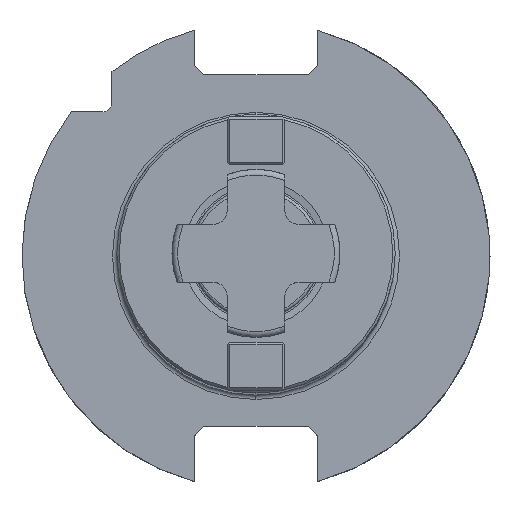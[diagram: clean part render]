
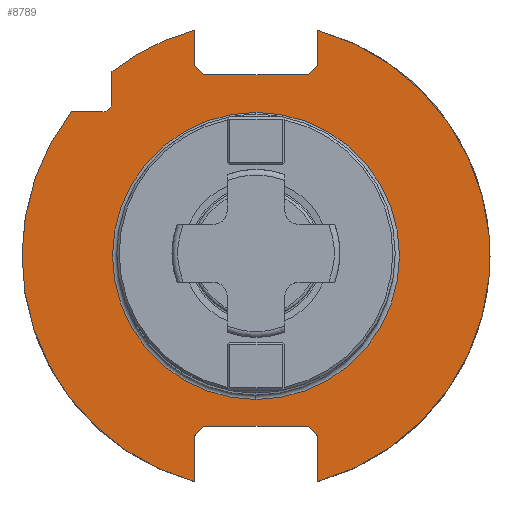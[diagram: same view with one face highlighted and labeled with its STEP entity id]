
A CAD part, top view. The second image highlights one B-rep face of the part: STEP entity #8789.
In plain terms, the highlighted planar face has unit normal (0, 0, 1).
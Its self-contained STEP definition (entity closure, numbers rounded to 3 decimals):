
#1957=CARTESIAN_POINT('',(0.,0.,19.1));
#1958=DIRECTION('',(0.,0.,1.));
#1959=DIRECTION('',(0.,-1.,0.));
#1960=AXIS2_PLACEMENT_3D('',#1957,#1958,#1959);
#1981=DIRECTION('',(0.,1.,0.));
#1982=VECTOR('',#1981,9.526);
#1983=CARTESIAN_POINT('',(12.85,-47.026,19.1));
#1984=LINE('',#1983,#1982);
#1988=DIRECTION('',(-0.707,0.707,0.));
#1989=VECTOR('',#1988,2.828);
#1990=CARTESIAN_POINT('',(12.85,-37.5,19.1));
#1991=LINE('',#1990,#1989);
#1995=DIRECTION('',(-1.,0.,0.));
#1996=VECTOR('',#1995,21.7);
#1997=CARTESIAN_POINT('',(10.85,-35.5,19.1));
#1998=LINE('',#1997,#1996);
#2002=DIRECTION('',(-0.707,-0.707,0.));
#2003=VECTOR('',#2002,2.828);
#2004=CARTESIAN_POINT('',(-10.85,-35.5,19.1));
#2005=LINE('',#2004,#2003);
#2009=DIRECTION('',(0.,-1.,0.));
#2010=VECTOR('',#2009,9.526);
#2011=CARTESIAN_POINT('',(-12.85,-37.5,19.1));
#2012=LINE('',#2011,#2010);
#2016=DIRECTION('',(1.,0.,0.));
#2017=VECTOR('',#2016,6.426);
#2018=CARTESIAN_POINT('',(-38.426,30.,19.1));
#2019=LINE('',#2018,#2017);
#2023=DIRECTION('',(0.,1.,0.));
#2024=VECTOR('',#2023,6.426);
#2025=CARTESIAN_POINT('',(-30.,32.,19.1));
#2026=LINE('',#2025,#2024);
#2030=DIRECTION('',(0.,-1.,0.));
#2031=VECTOR('',#2030,7.326);
#2032=CARTESIAN_POINT('',(-12.85,47.026,19.1));
#2033=LINE('',#2032,#2031);
#2037=DIRECTION('',(0.707,-0.707,0.));
#2038=VECTOR('',#2037,2.828);
#2039=CARTESIAN_POINT('',(-12.85,39.7,19.1));
#2040=LINE('',#2039,#2038);
#2044=DIRECTION('',(1.,0.,0.));
#2045=VECTOR('',#2044,21.7);
#2046=CARTESIAN_POINT('',(-10.85,37.7,19.1));
#2047=LINE('',#2046,#2045);
#2051=DIRECTION('',(0.707,0.707,0.));
#2052=VECTOR('',#2051,2.828);
#2053=CARTESIAN_POINT('',(10.85,37.7,19.1));
#2054=LINE('',#2053,#2052);
#2058=DIRECTION('',(0.,-1.,0.));
#2059=VECTOR('',#2058,7.326);
#2060=CARTESIAN_POINT('',(12.85,47.026,19.1));
#2061=LINE('',#2060,#2059);
#2065=CARTESIAN_POINT('',(0.,0.,19.1));
#2066=DIRECTION('',(0.,0.,1.));
#2067=DIRECTION('',(0.,1.,0.));
#2068=AXIS2_PLACEMENT_3D('',#2065,#2066,#2067);
#2352=CARTESIAN_POINT('',(0.,0.,19.1));
#2353=DIRECTION('',(0.,0.,1.));
#2354=DIRECTION('',(-0.264,0.965,0.));
#2355=AXIS2_PLACEMENT_3D('',#2352,#2353,#2354);
#2388=CARTESIAN_POINT('',(0.,0.,19.1));
#2389=DIRECTION('',(0.,0.,1.));
#2390=DIRECTION('',(0.264,-0.965,0.));
#2391=AXIS2_PLACEMENT_3D('',#2388,#2389,#2390);
#2458=CARTESIAN_POINT('',(0.,0.,19.1));
#2459=DIRECTION('',(0.,0.,1.));
#2460=DIRECTION('',(-0.788,0.615,0.));
#2461=AXIS2_PLACEMENT_3D('',#2458,#2459,#2460);
#3758=CARTESIAN_POINT('',(-32.,32.,19.1));
#3759=DIRECTION('',(0.,0.,-1.));
#3760=DIRECTION('',(1.,0.,0.));
#3761=AXIS2_PLACEMENT_3D('',#3758,#3759,#3760);
#6663=CARTESIAN_POINT('',(-30.,32.,19.1));
#6664=CARTESIAN_POINT('',(-32.,30.,19.1));
#6665=VERTEX_POINT('',#6663);
#6666=VERTEX_POINT('',#6664);
#6692=CARTESIAN_POINT('',(10.85,37.7,19.1));
#6694=VERTEX_POINT('',#6692);
#6696=CARTESIAN_POINT('',(12.85,39.7,19.1));
#6698=VERTEX_POINT('',#6696);
#6699=CARTESIAN_POINT('',(-10.85,37.7,19.1));
#6701=VERTEX_POINT('',#6699);
#6703=CARTESIAN_POINT('',(-12.85,39.7,19.1));
#6705=VERTEX_POINT('',#6703);
#6708=CARTESIAN_POINT('',(12.85,-37.5,19.1));
#6710=VERTEX_POINT('',#6708);
#6712=CARTESIAN_POINT('',(10.85,-35.5,19.1));
#6714=VERTEX_POINT('',#6712);
#6715=CARTESIAN_POINT('',(-12.85,-37.5,19.1));
#6717=VERTEX_POINT('',#6715);
#6719=CARTESIAN_POINT('',(-10.85,-35.5,19.1));
#6721=VERTEX_POINT('',#6719);
#6783=CARTESIAN_POINT('',(0.,29.9,19.1));
#6784=CARTESIAN_POINT('',(0.,-29.9,19.1));
#6785=VERTEX_POINT('',#6783);
#6786=VERTEX_POINT('',#6784);
#6791=CARTESIAN_POINT('',(-38.426,30.,19.1));
#6792=VERTEX_POINT('',#6791);
#6793=CARTESIAN_POINT('',(-30.,38.426,19.1));
#6794=VERTEX_POINT('',#6793);
#6821=CARTESIAN_POINT('',(12.85,47.026,19.1));
#6822=VERTEX_POINT('',#6821);
#6823=CARTESIAN_POINT('',(-12.85,47.026,19.1));
#6824=VERTEX_POINT('',#6823);
#6855=CARTESIAN_POINT('',(12.85,-47.026,19.1));
#6856=VERTEX_POINT('',#6855);
#6857=CARTESIAN_POINT('',(-12.85,-47.026,19.1));
#6858=VERTEX_POINT('',#6857);
#8745=CARTESIAN_POINT('',(0.,0.,19.1));
#8746=DIRECTION('',(0.,0.,1.));
#8747=DIRECTION('',(0.,1.,0.));
#8748=AXIS2_PLACEMENT_3D('',#8745,#8746,#8747);
#8749=PLANE('',#8748);
#8751=ORIENTED_EDGE('',*,*,#8750,.T.);
#8753=ORIENTED_EDGE('',*,*,#8752,.T.);
#8755=ORIENTED_EDGE('',*,*,#8754,.T.);
#8757=ORIENTED_EDGE('',*,*,#8756,.T.);
#8759=ORIENTED_EDGE('',*,*,#8758,.T.);
#8761=ORIENTED_EDGE('',*,*,#8760,.F.);
#8763=ORIENTED_EDGE('',*,*,#8762,.T.);
#8765=ORIENTED_EDGE('',*,*,#8764,.F.);
#8767=ORIENTED_EDGE('',*,*,#8766,.T.);
#8769=ORIENTED_EDGE('',*,*,#8768,.F.);
#8771=ORIENTED_EDGE('',*,*,#8770,.T.);
#8773=ORIENTED_EDGE('',*,*,#8772,.T.);
#8775=ORIENTED_EDGE('',*,*,#8774,.T.);
#8777=ORIENTED_EDGE('',*,*,#8776,.T.);
#8779=ORIENTED_EDGE('',*,*,#8778,.F.);
#8781=ORIENTED_EDGE('',*,*,#8780,.F.);
#8782=EDGE_LOOP('',(#8751,#8753,#8755,#8757,#8759,#8761,#8763,#8765,#8767,#8769,
#8771,#8773,#8775,#8777,#8779,#8781));
#8783=FACE_OUTER_BOUND('',#8782,.F.);
#8785=ORIENTED_EDGE('',*,*,#8784,.T.);
#8786=ORIENTED_EDGE('',*,*,#8735,.T.);
#8787=EDGE_LOOP('',(#8785,#8786));
#8788=FACE_BOUND('',#8787,.F.);
#1961=CIRCLE('',#1960,29.9);
#2069=CIRCLE('',#2068,29.9);
#2356=CIRCLE('',#2355,48.75);
#2392=CIRCLE('',#2391,48.75);
#2462=CIRCLE('',#2461,48.75);
#3762=CIRCLE('',#3761,2.);
#8735=EDGE_CURVE('',#6786,#6785,#1961,.T.);
#8750=EDGE_CURVE('',#6856,#6710,#1984,.T.);
#8752=EDGE_CURVE('',#6710,#6714,#1991,.T.);
#8754=EDGE_CURVE('',#6714,#6721,#1998,.T.);
#8756=EDGE_CURVE('',#6721,#6717,#2005,.T.);
#8758=EDGE_CURVE('',#6717,#6858,#2012,.T.);
#8760=EDGE_CURVE('',#6792,#6858,#2462,.T.);
#8762=EDGE_CURVE('',#6792,#6666,#2019,.T.);
#8764=EDGE_CURVE('',#6665,#6666,#3762,.T.);
#8766=EDGE_CURVE('',#6665,#6794,#2026,.T.);
#8768=EDGE_CURVE('',#6824,#6794,#2356,.T.);
#8770=EDGE_CURVE('',#6824,#6705,#2033,.T.);
#8772=EDGE_CURVE('',#6705,#6701,#2040,.T.);
#8774=EDGE_CURVE('',#6701,#6694,#2047,.T.);
#8776=EDGE_CURVE('',#6694,#6698,#2054,.T.);
#8778=EDGE_CURVE('',#6822,#6698,#2061,.T.);
#8780=EDGE_CURVE('',#6856,#6822,#2392,.T.);
#8784=EDGE_CURVE('',#6785,#6786,#2069,.T.);
#8789=ADVANCED_FACE('',(#8783,#8788),#8749,.T.);
